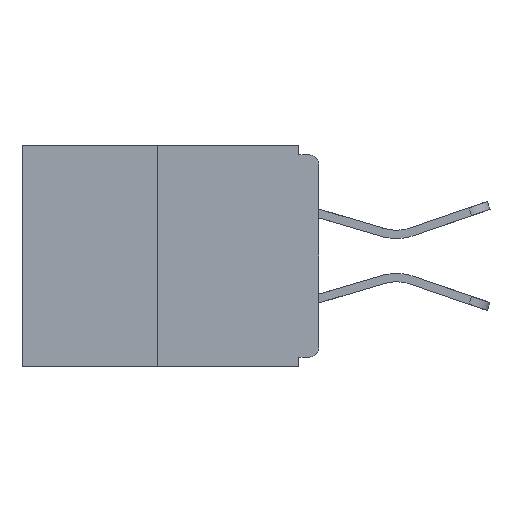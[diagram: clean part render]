
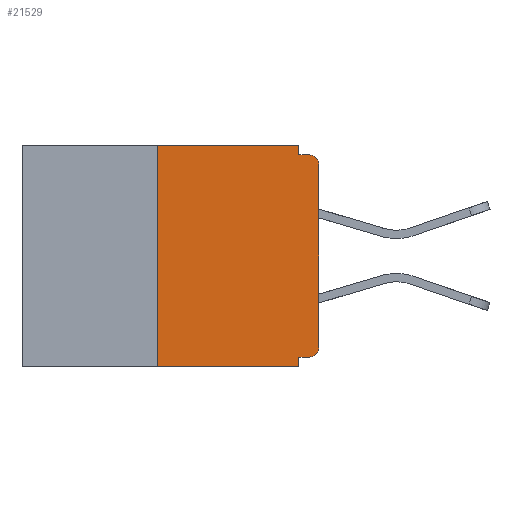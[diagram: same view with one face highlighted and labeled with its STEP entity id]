
A CAD part, left-side view. The second image highlights one B-rep face of the part: STEP entity #21529.
In plain terms, the highlighted planar face has unit normal (-1, 0, 0).
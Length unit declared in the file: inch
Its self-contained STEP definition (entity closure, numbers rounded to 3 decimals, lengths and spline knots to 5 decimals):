
#20 = DIRECTION ( 'NONE',  ( 0., 0., -1. ) ) ;
#843 = EDGE_CURVE ( 'NONE', #14576, #12694, #7302, .T. ) ;
#1322 = VERTEX_POINT ( 'NONE', #5293 ) ;
#2391 = DIRECTION ( 'NONE',  ( 0., 0., -1. ) ) ;
#2767 = CARTESIAN_POINT ( 'NONE',  ( 0., 0.25, 0. ) ) ;
#3082 = VECTOR ( 'NONE', #22316, 39.37008 ) ;
#3307 = AXIS2_PLACEMENT_3D ( 'NONE', #14880, #17324, #7876 ) ;
#3377 = DIRECTION ( 'NONE',  ( 0., 0., 1. ) ) ;
#3755 = CARTESIAN_POINT ( 'NONE',  ( 0., 0.031, -0.328 ) ) ;
#4410 = LINE ( 'NONE', #10812, #13519 ) ;
#5293 = CARTESIAN_POINT ( 'NONE',  ( 0., 0.031, -0.343 ) ) ;
#5313 = VERTEX_POINT ( 'NONE', #5543 ) ;
#5543 = CARTESIAN_POINT ( 'NONE',  ( 0., 0.015, -0.328 ) ) ;
#6157 = DIRECTION ( 'NONE',  ( 1., 0., 0. ) ) ;
#7302 = LINE ( 'NONE', #20876, #13100 ) ;
#7430 = VERTEX_POINT ( 'NONE', #7875 ) ;
#7596 = EDGE_CURVE ( 'NONE', #27117, #1322, #20179, .T. ) ;
#7875 = CARTESIAN_POINT ( 'NONE',  ( 0., 0., -0.313 ) ) ;
#7876 = DIRECTION ( 'NONE',  ( 0., 0., -1. ) ) ;
#8092 = EDGE_CURVE ( 'NONE', #19052, #1322, #20587, .T. ) ;
#8487 = PLANE ( 'NONE',  #15360 ) ;
#9428 = CARTESIAN_POINT ( 'NONE',  ( 0., 0., -0.03 ) ) ;
#9444 = EDGE_LOOP ( 'NONE', ( #20332, #17803, #28140, #29088, #15095, #21982, #10493, #25001, #15219, #25641 ) ) ;
#9613 = CARTESIAN_POINT ( 'NONE',  ( 0., 0.015, -0.313 ) ) ;
#10364 = EDGE_CURVE ( 'NONE', #5313, #27117, #4410, .T. ) ;
#10493 = ORIENTED_EDGE ( 'NONE', *, *, #16379, .T. ) ;
#10754 = DIRECTION ( 'NONE',  ( 0., -1., 0. ) ) ;
#10812 = CARTESIAN_POINT ( 'NONE',  ( 0., 0., -0.328 ) ) ;
#12161 = DIRECTION ( 'NONE',  ( -1., 0., 0. ) ) ;
#12694 = VERTEX_POINT ( 'NONE', #26975 ) ;
#12964 = VECTOR ( 'NONE', #16770, 39.37008 ) ;
#13002 = VERTEX_POINT ( 'NONE', #9428 ) ;
#13100 = VECTOR ( 'NONE', #20, 39.37008 ) ;
#13519 = VECTOR ( 'NONE', #15683, 39.37008 ) ;
#13522 = VERTEX_POINT ( 'NONE', #20583 ) ;
#13594 = EDGE_CURVE ( 'NONE', #19237, #14576, #29333, .T. ) ;
#13957 = DIRECTION ( 'NONE',  ( 0., -1., 0. ) ) ;
#14308 = VECTOR ( 'NONE', #16382, 39.37008 ) ;
#14576 = VERTEX_POINT ( 'NONE', #29100 ) ;
#14844 = CARTESIAN_POINT ( 'NONE',  ( 0., 0.46, 0. ) ) ;
#14846 = EDGE_CURVE ( 'NONE', #13002, #13522, #16103, .T. ) ;
#14880 = CARTESIAN_POINT ( 'NONE',  ( 0., 0.015, -0.03 ) ) ;
#15095 = ORIENTED_EDGE ( 'NONE', *, *, #10364, .F. ) ;
#15219 = ORIENTED_EDGE ( 'NONE', *, *, #22762, .F. ) ;
#15360 = AXIS2_PLACEMENT_3D ( 'NONE', #24693, #6157, #17657 ) ;
#15650 = LINE ( 'NONE', #19855, #27358 ) ;
#15683 = DIRECTION ( 'NONE',  ( 0., 1., 0. ) ) ;
#15758 = EDGE_CURVE ( 'NONE', #5313, #7430, #27754, .T. ) ;
#16028 = EDGE_CURVE ( 'NONE', #19052, #19237, #15650, .T. ) ;
#16103 = CIRCLE ( 'NONE', #3307, 0.015 ) ;
#16237 = LINE ( 'NONE', #24839, #29395 ) ;
#16379 = EDGE_CURVE ( 'NONE', #7430, #13002, #30012, .T. ) ;
#16382 = DIRECTION ( 'NONE',  ( 0., 0., 1. ) ) ;
#16770 = DIRECTION ( 'NONE',  ( 0., -1., 0. ) ) ;
#17324 = DIRECTION ( 'NONE',  ( -1., 0., 0. ) ) ;
#17657 = DIRECTION ( 'NONE',  ( 0., 0., -1. ) ) ;
#17803 = ORIENTED_EDGE ( 'NONE', *, *, #16028, .F. ) ;
#19052 = VERTEX_POINT ( 'NONE', #28151 ) ;
#19237 = VERTEX_POINT ( 'NONE', #2767 ) ;
#19855 = CARTESIAN_POINT ( 'NONE',  ( 0., 0.25, 0. ) ) ;
#20179 = LINE ( 'NONE', #29655, #3082 ) ;
#20332 = ORIENTED_EDGE ( 'NONE', *, *, #13594, .F. ) ;
#20583 = CARTESIAN_POINT ( 'NONE',  ( 0., 0.015, -0.015 ) ) ;
#20587 = LINE ( 'NONE', #27963, #28618 ) ;
#20876 = CARTESIAN_POINT ( 'NONE',  ( 0., 0.031, 0. ) ) ;
#21330 = FACE_OUTER_BOUND ( 'NONE', #9444, .T. ) ;
#21529 = ADVANCED_FACE ( 'NONE', ( #21330 ), #8487, .F. ) ;
#21982 = ORIENTED_EDGE ( 'NONE', *, *, #15758, .T. ) ;
#22316 = DIRECTION ( 'NONE',  ( 0., 0., -1. ) ) ;
#22762 = EDGE_CURVE ( 'NONE', #12694, #13522, #16237, .T. ) ;
#24589 = AXIS2_PLACEMENT_3D ( 'NONE', #9613, #12161, #2391 ) ;
#24693 = CARTESIAN_POINT ( 'NONE',  ( 0., 0.46, 0. ) ) ;
#24839 = CARTESIAN_POINT ( 'NONE',  ( 0., 0., -0.015 ) ) ;
#25001 = ORIENTED_EDGE ( 'NONE', *, *, #14846, .T. ) ;
#25641 = ORIENTED_EDGE ( 'NONE', *, *, #843, .F. ) ;
#25688 = CARTESIAN_POINT ( 'NONE',  ( 0., 0., 0. ) ) ;
#26975 = CARTESIAN_POINT ( 'NONE',  ( 0., 0.031, -0.015 ) ) ;
#27117 = VERTEX_POINT ( 'NONE', #3755 ) ;
#27358 = VECTOR ( 'NONE', #3377, 39.37008 ) ;
#27754 = CIRCLE ( 'NONE', #24589, 0.015 ) ;
#27963 = CARTESIAN_POINT ( 'NONE',  ( 0., 0.46, -0.343 ) ) ;
#28140 = ORIENTED_EDGE ( 'NONE', *, *, #8092, .T. ) ;
#28151 = CARTESIAN_POINT ( 'NONE',  ( 0., 0.25, -0.343 ) ) ;
#28618 = VECTOR ( 'NONE', #13957, 39.37008 ) ;
#29088 = ORIENTED_EDGE ( 'NONE', *, *, #7596, .F. ) ;
#29100 = CARTESIAN_POINT ( 'NONE',  ( 0., 0.031, 0. ) ) ;
#29333 = LINE ( 'NONE', #14844, #12964 ) ;
#29395 = VECTOR ( 'NONE', #10754, 39.37008 ) ;
#29655 = CARTESIAN_POINT ( 'NONE',  ( 0., 0.031, -0.343 ) ) ;
#30012 = LINE ( 'NONE', #25688, #14308 ) ;
